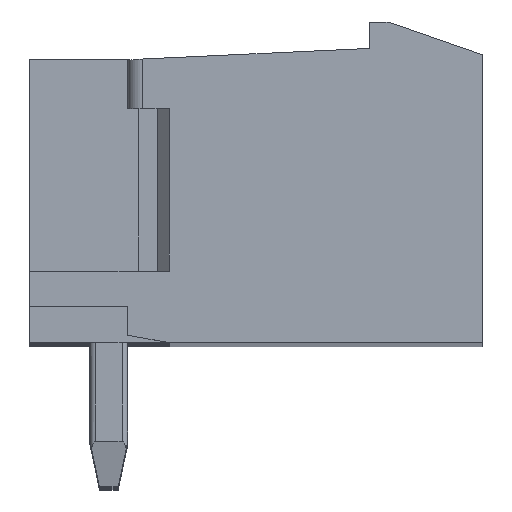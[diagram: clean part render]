
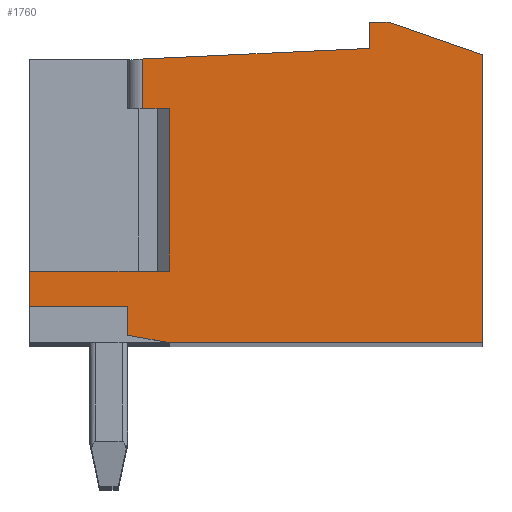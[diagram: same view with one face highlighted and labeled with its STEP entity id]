
A CAD part, top view. The second image highlights one B-rep face of the part: STEP entity #1760.
In plain terms, the highlighted planar face has unit normal (0, 0, 1).
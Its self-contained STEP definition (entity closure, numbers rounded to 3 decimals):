
#1760=ADVANCED_FACE('',(#4464),#3300,.T.);
#3300=PLANE('',#30953);
#4464=FACE_OUTER_BOUND('',#6032,.T.);
#6032=EDGE_LOOP('',(#8097,#8098,#8099,#8100,#8101,#8102,#8103,#8104,#8105,
#8106,#8107,#8108,#8109,#8110));
#8097=ORIENTED_EDGE('',*,*,#19756,.T.);
#8098=ORIENTED_EDGE('',*,*,#19757,.T.);
#8099=ORIENTED_EDGE('',*,*,#19758,.F.);
#8100=ORIENTED_EDGE('',*,*,#19759,.T.);
#8101=ORIENTED_EDGE('',*,*,#19569,.F.);
#8102=ORIENTED_EDGE('',*,*,#19566,.F.);
#8103=ORIENTED_EDGE('',*,*,#19564,.F.);
#8104=ORIENTED_EDGE('',*,*,#19748,.F.);
#8105=ORIENTED_EDGE('',*,*,#19559,.F.);
#8106=ORIENTED_EDGE('',*,*,#19555,.F.);
#8107=ORIENTED_EDGE('',*,*,#19754,.F.);
#8108=ORIENTED_EDGE('',*,*,#19760,.T.);
#8109=ORIENTED_EDGE('',*,*,#19761,.F.);
#8110=ORIENTED_EDGE('',*,*,#19762,.T.);
#16599=VERTEX_POINT('',#42020);
#16600=VERTEX_POINT('',#42021);
#16603=VERTEX_POINT('',#42029);
#16606=VERTEX_POINT('',#42037);
#16607=VERTEX_POINT('',#42039);
#16608=VERTEX_POINT('',#42043);
#16610=VERTEX_POINT('',#42049);
#16723=VERTEX_POINT('',#42466);
#16724=VERTEX_POINT('',#42470);
#16725=VERTEX_POINT('',#42471);
#16726=VERTEX_POINT('',#42473);
#16727=VERTEX_POINT('',#42475);
#16728=VERTEX_POINT('',#42478);
#16729=VERTEX_POINT('',#42480);
#19555=EDGE_CURVE('',#16599,#16600,#23998,.T.);
#19559=EDGE_CURVE('',#16600,#16603,#24002,.T.);
#19564=EDGE_CURVE('',#16606,#16607,#24007,.T.);
#19566=EDGE_CURVE('',#16607,#16608,#24009,.T.);
#19569=EDGE_CURVE('',#16608,#16610,#24012,.T.);
#19748=EDGE_CURVE('',#16603,#16606,#24157,.T.);
#19754=EDGE_CURVE('',#16723,#16599,#24163,.T.);
#19756=EDGE_CURVE('',#16724,#16725,#24165,.T.);
#19757=EDGE_CURVE('',#16725,#16726,#24166,.T.);
#19758=EDGE_CURVE('',#16727,#16726,#24167,.T.);
#19759=EDGE_CURVE('',#16727,#16610,#24168,.T.);
#19760=EDGE_CURVE('',#16723,#16728,#24169,.T.);
#19761=EDGE_CURVE('',#16729,#16728,#24170,.T.);
#19762=EDGE_CURVE('',#16729,#16724,#24171,.T.);
#23998=LINE('',#42019,#27427);
#24002=LINE('',#42028,#27431);
#24007=LINE('',#42038,#27436);
#24009=LINE('',#42042,#27438);
#24012=LINE('',#42048,#27441);
#24157=LINE('',#42455,#27586);
#24163=LINE('',#42465,#27592);
#24165=LINE('',#42469,#27594);
#24166=LINE('',#42472,#27595);
#24167=LINE('',#42474,#27596);
#24168=LINE('',#42476,#27597);
#24169=LINE('',#42477,#27598);
#24170=LINE('',#42479,#27599);
#24171=LINE('',#42481,#27600);
#27427=VECTOR('',#33551,1.);
#27431=VECTOR('',#33557,1.);
#27436=VECTOR('',#33564,1.);
#27438=VECTOR('',#33568,1.);
#27441=VECTOR('',#33573,1.);
#27586=VECTOR('',#33894,1.);
#27592=VECTOR('',#33904,1.);
#27594=VECTOR('',#33908,1.);
#27595=VECTOR('',#33909,1.);
#27596=VECTOR('',#33910,1.);
#27597=VECTOR('',#33911,1.);
#27598=VECTOR('',#33912,1.);
#27599=VECTOR('',#33913,1.);
#27600=VECTOR('',#33914,1.);
#30953=AXIS2_PLACEMENT_3D('',#42482,#33915,#33916);
#33551=DIRECTION('',(0.,1.,0.));
#33557=DIRECTION('',(-1.,0.,0.));
#33564=DIRECTION('',(1.,0.,0.));
#33568=DIRECTION('',(0.,1.,0.));
#33573=DIRECTION('',(-1.,0.,0.));
#33894=DIRECTION('',(0.,1.,0.));
#33904=DIRECTION('',(-0.984,0.179,0.));
#33908=DIRECTION('',(-1.,0.,0.));
#33909=DIRECTION('',(0.,-1.,0.));
#33910=DIRECTION('',(0.999,0.047,0.));
#33911=DIRECTION('',(0.,-1.,0.));
#33912=DIRECTION('',(1.,0.,0.));
#33913=DIRECTION('',(0.,-1.,0.));
#33914=DIRECTION('',(-0.944,0.329,0.));
#33915=DIRECTION('',(0.,0.,1.));
#33916=DIRECTION('',(1.,0.,0.));
#42019=CARTESIAN_POINT('',(17.9,0.2,33.1));
#42020=CARTESIAN_POINT('',(17.9,0.2,33.1));
#42021=CARTESIAN_POINT('',(17.9,0.95,33.1));
#42028=CARTESIAN_POINT('',(17.9,0.95,33.1));
#42029=CARTESIAN_POINT('',(15.3,0.95,33.1));
#42037=CARTESIAN_POINT('',(15.3,1.9,33.1));
#42038=CARTESIAN_POINT('',(15.3,1.9,33.1));
#42039=CARTESIAN_POINT('',(19.,1.9,33.1));
#42042=CARTESIAN_POINT('',(19.,1.9,33.1));
#42043=CARTESIAN_POINT('',(19.,6.2,33.1));
#42048=CARTESIAN_POINT('',(19.,6.2,33.1));
#42049=CARTESIAN_POINT('',(18.3,6.2,33.1));
#42455=CARTESIAN_POINT('',(15.3,0.95,33.1));
#42465=CARTESIAN_POINT('',(19.,0.,33.1));
#42466=CARTESIAN_POINT('',(19.,0.,33.1));
#42469=CARTESIAN_POINT('',(24.8,8.5,33.1));
#42470=CARTESIAN_POINT('',(24.8,8.5,33.1));
#42471=CARTESIAN_POINT('',(24.3,8.5,33.1));
#42472=CARTESIAN_POINT('',(24.3,8.5,33.1));
#42473=CARTESIAN_POINT('',(24.3,7.8,33.1));
#42474=CARTESIAN_POINT('',(18.3,7.519,33.1));
#42475=CARTESIAN_POINT('',(18.3,7.519,33.1));
#42476=CARTESIAN_POINT('',(18.3,7.519,33.1));
#42477=CARTESIAN_POINT('',(19.,0.,33.1));
#42478=CARTESIAN_POINT('',(27.3,0.,33.1));
#42479=CARTESIAN_POINT('',(27.3,7.63,33.1));
#42480=CARTESIAN_POINT('',(27.3,7.63,33.1));
#42481=CARTESIAN_POINT('',(27.3,7.63,33.1));
#42482=CARTESIAN_POINT('',(0.,0.,33.1));
